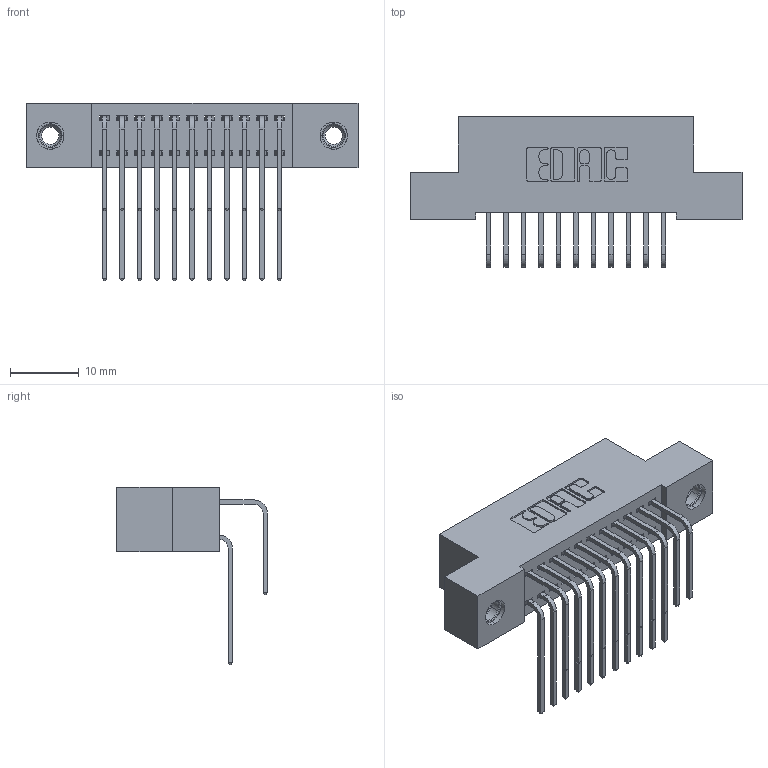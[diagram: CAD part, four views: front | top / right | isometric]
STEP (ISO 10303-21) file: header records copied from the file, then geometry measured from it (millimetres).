
FILE_DESCRIPTION (( 'STEP AP203' ), '1' );
FILE_NAME ('392-022-558-207.STEP', '2018-08-15T13:08:51', ( '' ), ( '' ), 'SwSTEP 2.0', 'SolidWorks 2016', '' );
FILE_SCHEMA (( 'CONFIG_CONTROL_DESIGN' ));
Length unit declared in the file: inch
Products named in the file (5): 345-250-001_345-250-005-103; 392-022-558-207; 342 Part_TI; 345-292-001_558 559 Tail - 1; 345-292-001_558 Tail - 2
Assembly tree (25 placements, depth 2):
  392-022-558-207
    342 Part_TI
    345-292-001_558 559 Tail - 1  x11
    345-292-001_558 Tail - 2  x11
    345-250-001_345-250-005-103  x2
Bounding box: 48.26 x 21.91 x 25.78 mm (x, y, z)
Volume: 4303.7 mm3; surface area: 6841.3 mm2
Topology: 25 solids, 25 shells, 1358 faces, 3977 edges, 2614 vertices
Faces by surface type: plane 934, cylinder 408, cone 12, torus 4
Entity records: 13924 total; most frequent: CARTESIAN_POINT 2376, ORIENTED_EDGE 2254, DIRECTION 2097, EDGE_CURVE 1127, LINE 939, VECTOR 939, VERTEX_POINT 744, AXIS2_PLACEMENT_3D 579
